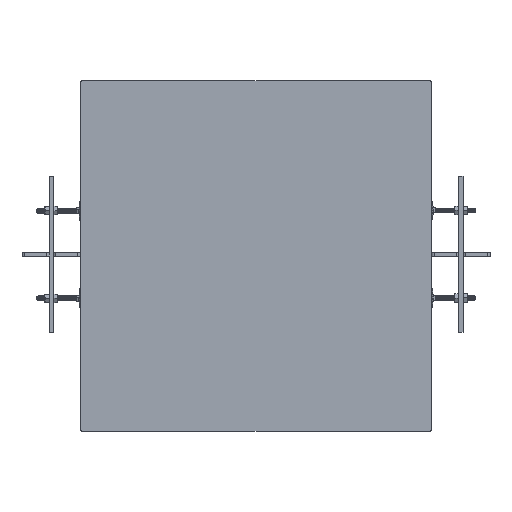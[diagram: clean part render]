
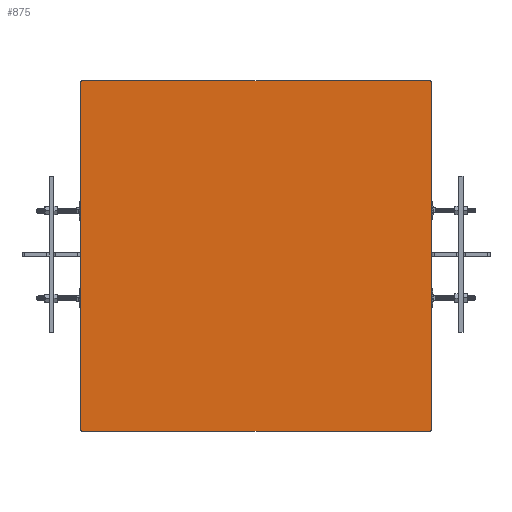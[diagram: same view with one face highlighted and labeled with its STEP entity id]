
A CAD part, front view. The second image highlights one B-rep face of the part: STEP entity #875.
In plain terms, the highlighted planar face has unit normal (0, -1, 0).
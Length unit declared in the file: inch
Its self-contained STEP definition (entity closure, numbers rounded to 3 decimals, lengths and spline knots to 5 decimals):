
#253 = CIRCLE ( 'NONE', #3312, 0.1 ) ;
#264 = LINE ( 'NONE', #3396, #8078 ) ;
#359 = ORIENTED_EDGE ( 'NONE', *, *, #8821, .T. ) ;
#479 = EDGE_CURVE ( 'NONE', #9878, #11467, #264, .T. ) ;
#671 = CARTESIAN_POINT ( 'NONE',  ( 0.1, 0., -17.9 ) ) ;
#875 = ADVANCED_FACE ( 'NONE', ( #7462 ), #3049, .T. ) ;
#1687 = ORIENTED_EDGE ( 'NONE', *, *, #14384, .F. ) ;
#1750 = DIRECTION ( 'NONE',  ( 0., -1., 0. ) ) ;
#2209 = ORIENTED_EDGE ( 'NONE', *, *, #12073, .T. ) ;
#2238 = VERTEX_POINT ( 'NONE', #2869 ) ;
#2242 = CIRCLE ( 'NONE', #5256, 0.1 ) ;
#2345 = VECTOR ( 'NONE', #12375, 39.37008 ) ;
#2497 = EDGE_CURVE ( 'NONE', #8239, #3203, #5060, .T. ) ;
#2869 = CARTESIAN_POINT ( 'NONE',  ( 0.1, 0., -18. ) ) ;
#3049 = PLANE ( 'NONE',  #5482 ) ;
#3071 = CARTESIAN_POINT ( 'NONE',  ( 17.9, 0., -17.9 ) ) ;
#3203 = VERTEX_POINT ( 'NONE', #7984 ) ;
#3263 = ORIENTED_EDGE ( 'NONE', *, *, #11045, .F. ) ;
#3312 = AXIS2_PLACEMENT_3D ( 'NONE', #8069, #12780, #12734 ) ;
#3396 = CARTESIAN_POINT ( 'NONE',  ( 18., 0., 0. ) ) ;
#3573 = ORIENTED_EDGE ( 'NONE', *, *, #7058, .T. ) ;
#3619 = ORIENTED_EDGE ( 'NONE', *, *, #2497, .F. ) ;
#3877 = DIRECTION ( 'NONE',  ( 0., -1., 0. ) ) ;
#4058 = DIRECTION ( 'NONE',  ( 0., 0., -1. ) ) ;
#4130 = DIRECTION ( 'NONE',  ( 0., 0., -1. ) ) ;
#4152 = DIRECTION ( 'NONE',  ( 0., -1., 0. ) ) ;
#5060 = LINE ( 'NONE', #7018, #13535 ) ;
#5256 = AXIS2_PLACEMENT_3D ( 'NONE', #671, #4152, #9949 ) ;
#5323 = ORIENTED_EDGE ( 'NONE', *, *, #7933, .T. ) ;
#5482 = AXIS2_PLACEMENT_3D ( 'NONE', #14439, #1750, #4058 ) ;
#6021 = VECTOR ( 'NONE', #7441, 39.37008 ) ;
#6090 = CARTESIAN_POINT ( 'NONE',  ( 0.1, 0., -0.1 ) ) ;
#6643 = CARTESIAN_POINT ( 'NONE',  ( 0., 0., 0. ) ) ;
#6960 = CIRCLE ( 'NONE', #10924, 0.1 ) ;
#7018 = CARTESIAN_POINT ( 'NONE',  ( 0., 0., 0. ) ) ;
#7058 = EDGE_CURVE ( 'NONE', #9878, #12670, #253, .T. ) ;
#7264 = DIRECTION ( 'NONE',  ( 0., 0., -1. ) ) ;
#7373 = CARTESIAN_POINT ( 'NONE',  ( 0.1, 0., 0. ) ) ;
#7441 = DIRECTION ( 'NONE',  ( -1., 0., 0. ) ) ;
#7462 = FACE_OUTER_BOUND ( 'NONE', #8133, .T. ) ;
#7748 = DIRECTION ( 'NONE',  ( 0., 0., 1. ) ) ;
#7933 = EDGE_CURVE ( 'NONE', #8239, #2238, #2242, .T. ) ;
#7984 = CARTESIAN_POINT ( 'NONE',  ( 0., 0., -0.1 ) ) ;
#8038 = CIRCLE ( 'NONE', #10605, 0.1 ) ;
#8069 = CARTESIAN_POINT ( 'NONE',  ( 17.9, 0., -0.1 ) ) ;
#8075 = DIRECTION ( 'NONE',  ( 0., 0., -1. ) ) ;
#8078 = VECTOR ( 'NONE', #8075, 39.37008 ) ;
#8133 = EDGE_LOOP ( 'NONE', ( #3619, #5323, #3263, #2209, #13833, #3573, #1687, #359 ) ) ;
#8239 = VERTEX_POINT ( 'NONE', #12750 ) ;
#8664 = CARTESIAN_POINT ( 'NONE',  ( 17.9, 0., -18. ) ) ;
#8821 = EDGE_CURVE ( 'NONE', #10157, #3203, #8038, .T. ) ;
#9878 = VERTEX_POINT ( 'NONE', #12349 ) ;
#9949 = DIRECTION ( 'NONE',  ( 0., 0., -1. ) ) ;
#10157 = VERTEX_POINT ( 'NONE', #7373 ) ;
#10505 = LINE ( 'NONE', #6643, #2345 ) ;
#10605 = AXIS2_PLACEMENT_3D ( 'NONE', #6090, #3877, #7264 ) ;
#10924 = AXIS2_PLACEMENT_3D ( 'NONE', #3071, #11145, #4130 ) ;
#11045 = EDGE_CURVE ( 'NONE', #12075, #2238, #11205, .T. ) ;
#11145 = DIRECTION ( 'NONE',  ( 0., -1., 0. ) ) ;
#11205 = LINE ( 'NONE', #11862, #6021 ) ;
#11422 = CARTESIAN_POINT ( 'NONE',  ( 18., 0., -17.9 ) ) ;
#11467 = VERTEX_POINT ( 'NONE', #11422 ) ;
#11862 = CARTESIAN_POINT ( 'NONE',  ( 0., 0., -18. ) ) ;
#12073 = EDGE_CURVE ( 'NONE', #12075, #11467, #6960, .T. ) ;
#12075 = VERTEX_POINT ( 'NONE', #8664 ) ;
#12347 = CARTESIAN_POINT ( 'NONE',  ( 17.9, 0., 0. ) ) ;
#12349 = CARTESIAN_POINT ( 'NONE',  ( 18., 0., -0.1 ) ) ;
#12375 = DIRECTION ( 'NONE',  ( 1., 0., 0. ) ) ;
#12670 = VERTEX_POINT ( 'NONE', #12347 ) ;
#12734 = DIRECTION ( 'NONE',  ( 0., 0., -1. ) ) ;
#12750 = CARTESIAN_POINT ( 'NONE',  ( 0., 0., -17.9 ) ) ;
#12780 = DIRECTION ( 'NONE',  ( 0., -1., 0. ) ) ;
#13535 = VECTOR ( 'NONE', #7748, 39.37008 ) ;
#13833 = ORIENTED_EDGE ( 'NONE', *, *, #479, .F. ) ;
#14384 = EDGE_CURVE ( 'NONE', #10157, #12670, #10505, .T. ) ;
#14439 = CARTESIAN_POINT ( 'NONE',  ( 0., 0., 0. ) ) ;
